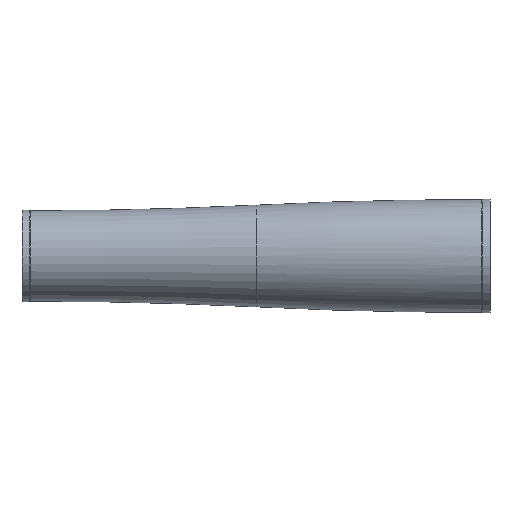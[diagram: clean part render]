
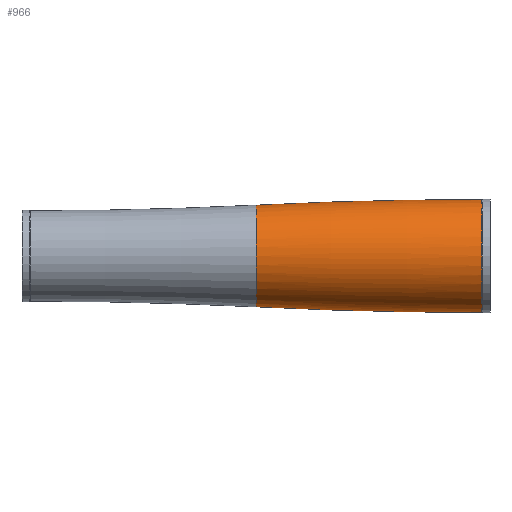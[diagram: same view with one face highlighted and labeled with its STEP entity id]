
A CAD part, front view. The second image highlights one B-rep face of the part: STEP entity #966.
In plain terms, the highlighted toroidal (fillet/blend) face has major radius 2213.81 mm and minor radius 2241.56 mm.
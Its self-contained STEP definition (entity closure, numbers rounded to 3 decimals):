
#9 = VERTEX_POINT ( 'NONE', #646 ) ;
#60 = DIRECTION ( 'NONE',  ( 1., 0., 0. ) ) ;
#82 = EDGE_CURVE ( 'NONE', #1008, #9, #113, .T. ) ;
#113 = CIRCLE ( 'NONE', #405, 25. ) ;
#132 = CARTESIAN_POINT ( 'NONE',  ( -4., 0., -27.75 ) ) ;
#196 = EDGE_CURVE ( 'NONE', #285, #548, #1076, .T. ) ;
#197 = DIRECTION ( 'NONE',  ( 0., 0., -1. ) ) ;
#232 = EDGE_CURVE ( 'NONE', #1008, #285, #356, .T. ) ;
#264 = ORIENTED_EDGE ( 'NONE', *, *, #82, .T. ) ;
#285 = VERTEX_POINT ( 'NONE', #637 ) ;
#331 = CARTESIAN_POINT ( 'NONE',  ( -115., 0., 25. ) ) ;
#356 = CIRCLE ( 'NONE', #361, 2241.557 ) ;
#361 = AXIS2_PLACEMENT_3D ( 'NONE', #570, #553, #542 ) ;
#394 = CIRCLE ( 'NONE', #727, 2241.557 ) ;
#405 = AXIS2_PLACEMENT_3D ( 'NONE', #512, #60, #197 ) ;
#453 = DIRECTION ( 'NONE',  ( 0., 0., -1. ) ) ;
#512 = CARTESIAN_POINT ( 'NONE',  ( -115., 0., 0. ) ) ;
#537 = ORIENTED_EDGE ( 'NONE', *, *, #912, .T. ) ;
#539 = TOROIDAL_SURFACE ( 'NONE', #930, -2213.807, 2241.557 ) ;
#542 = DIRECTION ( 'NONE',  ( 0., 0., 1. ) ) ;
#548 = VERTEX_POINT ( 'NONE', #132 ) ;
#553 = DIRECTION ( 'NONE',  ( 0., 1., 0. ) ) ;
#567 = CARTESIAN_POINT ( 'NONE',  ( -4., 0., 0. ) ) ;
#570 = CARTESIAN_POINT ( 'NONE',  ( -4., 0., -2213.807 ) ) ;
#574 = FACE_OUTER_BOUND ( 'NONE', #781, .T. ) ;
#592 = DIRECTION ( 'NONE',  ( 1., 0., 0. ) ) ;
#607 = ORIENTED_EDGE ( 'NONE', *, *, #196, .F. ) ;
#637 = CARTESIAN_POINT ( 'NONE',  ( -4., 0., 27.75 ) ) ;
#646 = CARTESIAN_POINT ( 'NONE',  ( -115., 0., -25. ) ) ;
#727 = AXIS2_PLACEMENT_3D ( 'NONE', #962, #926, #920 ) ;
#781 = EDGE_LOOP ( 'NONE', ( #942, #264, #537, #607 ) ) ;
#895 = DIRECTION ( 'NONE',  ( 0., 0., -1. ) ) ;
#903 = AXIS2_PLACEMENT_3D ( 'NONE', #927, #907, #895 ) ;
#907 = DIRECTION ( 'NONE',  ( 1., 0., 0. ) ) ;
#912 = EDGE_CURVE ( 'NONE', #9, #548, #394, .T. ) ;
#920 = DIRECTION ( 'NONE',  ( 0., 0., -1. ) ) ;
#926 = DIRECTION ( 'NONE',  ( 0., -1., 0. ) ) ;
#927 = CARTESIAN_POINT ( 'NONE',  ( -4., 0., 0. ) ) ;
#930 = AXIS2_PLACEMENT_3D ( 'NONE', #567, #592, #453 ) ;
#942 = ORIENTED_EDGE ( 'NONE', *, *, #232, .F. ) ;
#962 = CARTESIAN_POINT ( 'NONE',  ( -4., 0., 2213.807 ) ) ;
#966 = ADVANCED_FACE ( 'NONE', ( #574 ), #539, .T. ) ;
#1008 = VERTEX_POINT ( 'NONE', #331 ) ;
#1076 = CIRCLE ( 'NONE', #903, 27.75 ) ;
